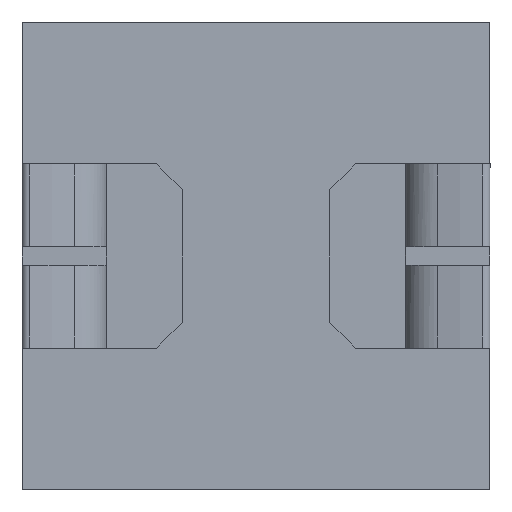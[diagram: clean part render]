
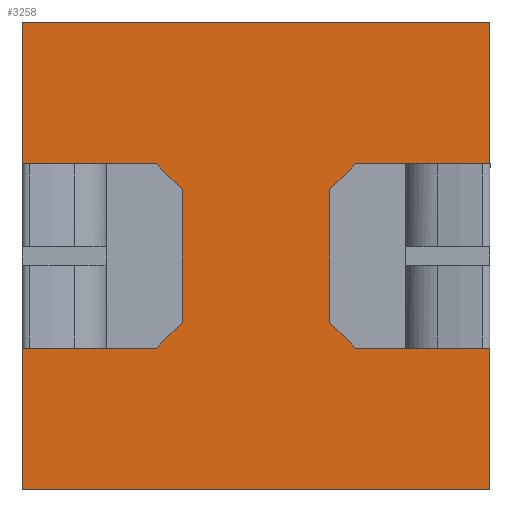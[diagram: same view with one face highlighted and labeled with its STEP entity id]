
A CAD part, front view. The second image highlights one B-rep face of the part: STEP entity #3258.
In plain terms, the highlighted planar face has unit normal (0, -1, 0).
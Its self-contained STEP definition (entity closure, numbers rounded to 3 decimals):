
#10 = DIRECTION ( 'NONE',  ( 1., 0., 0. ) ) ;
#43 = VECTOR ( 'NONE', #3372, 1000. ) ;
#54 = DIRECTION ( 'NONE',  ( -1., 0., 0. ) ) ;
#62 = LINE ( 'NONE', #1554, #856 ) ;
#85 = VERTEX_POINT ( 'NONE', #645 ) ;
#92 = CARTESIAN_POINT ( 'NONE',  ( 6.35, 0.5, 2.5 ) ) ;
#109 = DIRECTION ( 'NONE',  ( 0.707, 0., 0.707 ) ) ;
#113 = ORIENTED_EDGE ( 'NONE', *, *, #240, .F. ) ;
#144 = VECTOR ( 'NONE', #10, 1000. ) ;
#165 = ORIENTED_EDGE ( 'NONE', *, *, #2530, .T. ) ;
#180 = VECTOR ( 'NONE', #2037, 1000. ) ;
#187 = CARTESIAN_POINT ( 'NONE',  ( 6.35, 0.5, -6.35 ) ) ;
#190 = LINE ( 'NONE', #1836, #1773 ) ;
#195 = CARTESIAN_POINT ( 'NONE',  ( -2.7, 0.5, 2.5 ) ) ;
#228 = VECTOR ( 'NONE', #2762, 1000. ) ;
#240 = EDGE_CURVE ( 'NONE', #627, #576, #1665, .T. ) ;
#247 = CARTESIAN_POINT ( 'NONE',  ( 2.7, 0.5, 2.5 ) ) ;
#267 = ORIENTED_EDGE ( 'NONE', *, *, #2743, .T. ) ;
#308 = VERTEX_POINT ( 'NONE', #1885 ) ;
#316 = ORIENTED_EDGE ( 'NONE', *, *, #2777, .T. ) ;
#427 = CARTESIAN_POINT ( 'NONE',  ( -6.35, 0.5, -2.5 ) ) ;
#451 = CARTESIAN_POINT ( 'NONE',  ( -6.35, 0.5, 2.5 ) ) ;
#458 = CARTESIAN_POINT ( 'NONE',  ( -2., 0.5, -1.8 ) ) ;
#474 = VERTEX_POINT ( 'NONE', #2215 ) ;
#489 = AXIS2_PLACEMENT_3D ( 'NONE', #2378, #600, #2686 ) ;
#544 = CARTESIAN_POINT ( 'NONE',  ( 2.7, 0.5, 2.5 ) ) ;
#576 = VERTEX_POINT ( 'NONE', #458 ) ;
#584 = PLANE ( 'NONE',  #489 ) ;
#600 = DIRECTION ( 'NONE',  ( 0., -1., 0. ) ) ;
#627 = VERTEX_POINT ( 'NONE', #3160 ) ;
#631 = LINE ( 'NONE', #717, #3669 ) ;
#638 = LINE ( 'NONE', #959, #2224 ) ;
#645 = CARTESIAN_POINT ( 'NONE',  ( 6.35, 0.5, 6.35 ) ) ;
#717 = CARTESIAN_POINT ( 'NONE',  ( -6.35, 0.5, -6.35 ) ) ;
#754 = FACE_OUTER_BOUND ( 'NONE', #783, .T. ) ;
#783 = EDGE_LOOP ( 'NONE', ( #3232, #1066, #1112, #1712, #2688, #2042, #1008, #165, #3721, #3409, #113, #3281, #3544, #952, #267, #316 ) ) ;
#833 = DIRECTION ( 'NONE',  ( -1., 0., 0. ) ) ;
#834 = VECTOR ( 'NONE', #1002, 1000. ) ;
#856 = VECTOR ( 'NONE', #3319, 1000. ) ;
#860 = VECTOR ( 'NONE', #109, 1000. ) ;
#871 = CARTESIAN_POINT ( 'NONE',  ( 6.35, 0.5, 2.5 ) ) ;
#934 = LINE ( 'NONE', #871, #144 ) ;
#952 = ORIENTED_EDGE ( 'NONE', *, *, #2706, .T. ) ;
#959 = CARTESIAN_POINT ( 'NONE',  ( 2.7, 0.5, -2.5 ) ) ;
#1002 = DIRECTION ( 'NONE',  ( -1., 0., 0. ) ) ;
#1008 = ORIENTED_EDGE ( 'NONE', *, *, #2609, .T. ) ;
#1016 = VERTEX_POINT ( 'NONE', #1309 ) ;
#1025 = LINE ( 'NONE', #92, #228 ) ;
#1066 = ORIENTED_EDGE ( 'NONE', *, *, #2800, .T. ) ;
#1100 = VERTEX_POINT ( 'NONE', #195 ) ;
#1111 = LINE ( 'NONE', #2471, #834 ) ;
#1112 = ORIENTED_EDGE ( 'NONE', *, *, #2327, .F. ) ;
#1167 = CARTESIAN_POINT ( 'NONE',  ( 2., 0.5, -1.8 ) ) ;
#1271 = CARTESIAN_POINT ( 'NONE',  ( -2., 0.5, -6.35 ) ) ;
#1309 = CARTESIAN_POINT ( 'NONE',  ( 6.35, 0.5, -6.35 ) ) ;
#1331 = CARTESIAN_POINT ( 'NONE',  ( -6.35, 0.5, 6.35 ) ) ;
#1366 = VERTEX_POINT ( 'NONE', #2039 ) ;
#1401 = CARTESIAN_POINT ( 'NONE',  ( 6.35, 0.5, -2.5 ) ) ;
#1458 = VERTEX_POINT ( 'NONE', #1167 ) ;
#1554 = CARTESIAN_POINT ( 'NONE',  ( -2.7, 0.5, 2.5 ) ) ;
#1558 = VERTEX_POINT ( 'NONE', #1814 ) ;
#1616 = EDGE_CURVE ( 'NONE', #2305, #1100, #62, .T. ) ;
#1626 = LINE ( 'NONE', #3080, #43 ) ;
#1665 = LINE ( 'NONE', #2390, #860 ) ;
#1712 = ORIENTED_EDGE ( 'NONE', *, *, #2401, .T. ) ;
#1713 = CARTESIAN_POINT ( 'NONE',  ( 6.35, 0.5, -6.35 ) ) ;
#1722 = LINE ( 'NONE', #1713, #3282 ) ;
#1767 = VERTEX_POINT ( 'NONE', #1331 ) ;
#1773 = VECTOR ( 'NONE', #54, 1000. ) ;
#1814 = CARTESIAN_POINT ( 'NONE',  ( -6.35, 0.5, -6.35 ) ) ;
#1817 = VECTOR ( 'NONE', #3053, 1000. ) ;
#1836 = CARTESIAN_POINT ( 'NONE',  ( 6.35, 0.5, 6.35 ) ) ;
#1858 = VERTEX_POINT ( 'NONE', #544 ) ;
#1885 = CARTESIAN_POINT ( 'NONE',  ( 6.35, 0.5, -2.5 ) ) ;
#1930 = DIRECTION ( 'NONE',  ( 0., 0., -1. ) ) ;
#1945 = EDGE_CURVE ( 'NONE', #1458, #474, #638, .T. ) ;
#1956 = DIRECTION ( 'NONE',  ( 1., 0., 0. ) ) ;
#2001 = VECTOR ( 'NONE', #2033, 1000. ) ;
#2022 = CARTESIAN_POINT ( 'NONE',  ( -2., 0.5, 1.8 ) ) ;
#2033 = DIRECTION ( 'NONE',  ( -0.707, 0., -0.707 ) ) ;
#2037 = DIRECTION ( 'NONE',  ( 0., 0., 1. ) ) ;
#2039 = CARTESIAN_POINT ( 'NONE',  ( 6.35, 0.5, 2.5 ) ) ;
#2042 = ORIENTED_EDGE ( 'NONE', *, *, #2474, .T. ) ;
#2082 = LINE ( 'NONE', #2861, #3546 ) ;
#2118 = LINE ( 'NONE', #1401, #2914 ) ;
#2215 = CARTESIAN_POINT ( 'NONE',  ( 2.7, 0.5, -2.5 ) ) ;
#2224 = VECTOR ( 'NONE', #3022, 1000. ) ;
#2305 = VERTEX_POINT ( 'NONE', #2022 ) ;
#2327 = EDGE_CURVE ( 'NONE', #1858, #3584, #3551, .T. ) ;
#2378 = CARTESIAN_POINT ( 'NONE',  ( 6.35, 0.5, -6.35 ) ) ;
#2390 = CARTESIAN_POINT ( 'NONE',  ( -2.7, 0.5, -2.5 ) ) ;
#2401 = EDGE_CURVE ( 'NONE', #1858, #1366, #934, .T. ) ;
#2471 = CARTESIAN_POINT ( 'NONE',  ( 6.35, 0.5, -2.5 ) ) ;
#2474 = EDGE_CURVE ( 'NONE', #85, #1767, #190, .T. ) ;
#2530 = EDGE_CURVE ( 'NONE', #3530, #1100, #1025, .T. ) ;
#2544 = LINE ( 'NONE', #2900, #180 ) ;
#2550 = EDGE_CURVE ( 'NONE', #2305, #576, #3366, .T. ) ;
#2578 = EDGE_CURVE ( 'NONE', #627, #2644, #1111, .T. ) ;
#2609 = EDGE_CURVE ( 'NONE', #1767, #3530, #1626, .T. ) ;
#2629 = EDGE_CURVE ( 'NONE', #2644, #1558, #631, .T. ) ;
#2644 = VERTEX_POINT ( 'NONE', #427 ) ;
#2686 = DIRECTION ( 'NONE',  ( 0., 0., -1. ) ) ;
#2688 = ORIENTED_EDGE ( 'NONE', *, *, #2751, .T. ) ;
#2706 = EDGE_CURVE ( 'NONE', #1558, #1016, #3045, .T. ) ;
#2743 = EDGE_CURVE ( 'NONE', #1016, #308, #2082, .T. ) ;
#2751 = EDGE_CURVE ( 'NONE', #1366, #85, #1722, .T. ) ;
#2762 = DIRECTION ( 'NONE',  ( 1., 0., 0. ) ) ;
#2777 = EDGE_CURVE ( 'NONE', #308, #474, #2118, .T. ) ;
#2800 = EDGE_CURVE ( 'NONE', #1458, #3584, #2544, .T. ) ;
#2861 = CARTESIAN_POINT ( 'NONE',  ( 6.35, 0.5, -6.35 ) ) ;
#2900 = CARTESIAN_POINT ( 'NONE',  ( 2., 0.5, -6.35 ) ) ;
#2914 = VECTOR ( 'NONE', #833, 1000. ) ;
#3022 = DIRECTION ( 'NONE',  ( 0.707, 0., -0.707 ) ) ;
#3045 = LINE ( 'NONE', #187, #3713 ) ;
#3053 = DIRECTION ( 'NONE',  ( 0., 0., -1. ) ) ;
#3080 = CARTESIAN_POINT ( 'NONE',  ( -6.35, 0.5, -6.35 ) ) ;
#3160 = CARTESIAN_POINT ( 'NONE',  ( -2.7, 0.5, -2.5 ) ) ;
#3168 = DIRECTION ( 'NONE',  ( 0., 0., 1. ) ) ;
#3232 = ORIENTED_EDGE ( 'NONE', *, *, #1945, .F. ) ;
#3258 = ADVANCED_FACE ( 'NONE', ( #754 ), #584, .T. ) ;
#3281 = ORIENTED_EDGE ( 'NONE', *, *, #2578, .T. ) ;
#3282 = VECTOR ( 'NONE', #3732, 1000. ) ;
#3319 = DIRECTION ( 'NONE',  ( -0.707, 0., 0.707 ) ) ;
#3366 = LINE ( 'NONE', #1271, #1817 ) ;
#3372 = DIRECTION ( 'NONE',  ( 0., 0., -1. ) ) ;
#3409 = ORIENTED_EDGE ( 'NONE', *, *, #2550, .T. ) ;
#3472 = CARTESIAN_POINT ( 'NONE',  ( 2., 0.5, 1.8 ) ) ;
#3530 = VERTEX_POINT ( 'NONE', #451 ) ;
#3544 = ORIENTED_EDGE ( 'NONE', *, *, #2629, .T. ) ;
#3546 = VECTOR ( 'NONE', #3168, 1000. ) ;
#3551 = LINE ( 'NONE', #247, #2001 ) ;
#3584 = VERTEX_POINT ( 'NONE', #3472 ) ;
#3669 = VECTOR ( 'NONE', #1930, 1000. ) ;
#3713 = VECTOR ( 'NONE', #1956, 1000. ) ;
#3721 = ORIENTED_EDGE ( 'NONE', *, *, #1616, .F. ) ;
#3732 = DIRECTION ( 'NONE',  ( 0., 0., 1. ) ) ;
